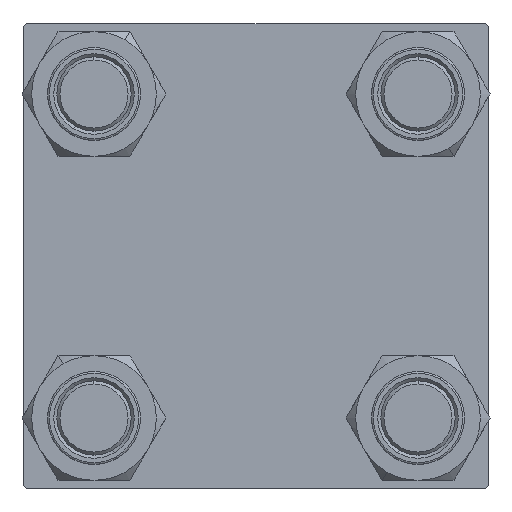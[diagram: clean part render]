
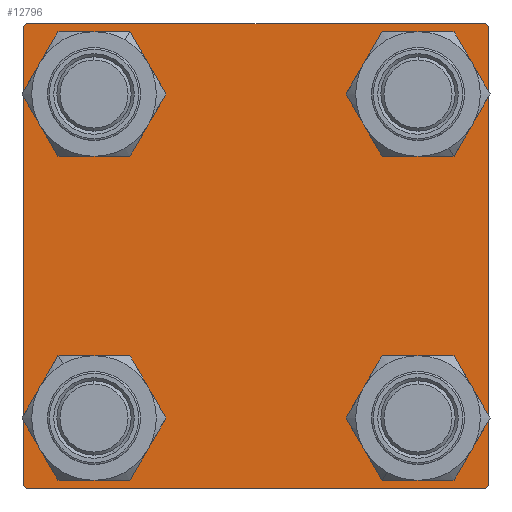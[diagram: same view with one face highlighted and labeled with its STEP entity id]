
A CAD part, left-side view. The second image highlights one B-rep face of the part: STEP entity #12796.
In plain terms, the highlighted planar face has unit normal (-1, 0, 0).
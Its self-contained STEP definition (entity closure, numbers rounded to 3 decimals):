
#43 = FACE_BOUND ( 'NONE', #44188, .T. ) ;
#153 = CIRCLE ( 'NONE', #5024, 6.5 ) ;
#198 = EDGE_CURVE ( 'NONE', #45201, #21757, #4304, .T. ) ;
#228 = CARTESIAN_POINT ( 'NONE',  ( 0., -37.5, 37. ) ) ;
#307 = FACE_OUTER_BOUND ( 'NONE', #32996, .T. ) ;
#362 = DIRECTION ( 'NONE',  ( 1., 0., 0. ) ) ;
#531 = EDGE_CURVE ( 'NONE', #23086, #3024, #11147, .T. ) ;
#640 = CARTESIAN_POINT ( 'NONE',  ( 0., 37.5, -37. ) ) ;
#1195 = CARTESIAN_POINT ( 'NONE',  ( 0., 37.5, 37.5 ) ) ;
#1374 = DIRECTION ( 'NONE',  ( 1., 0., 0. ) ) ;
#1387 = DIRECTION ( 'NONE',  ( 0., 0., -1. ) ) ;
#1817 = ORIENTED_EDGE ( 'NONE', *, *, #24242, .T. ) ;
#2561 = CIRCLE ( 'NONE', #7404, 6.5 ) ;
#2664 = EDGE_CURVE ( 'NONE', #20011, #10220, #7581, .T. ) ;
#2710 = VECTOR ( 'NONE', #26456, 1000. ) ;
#2890 = CARTESIAN_POINT ( 'NONE',  ( 0., 26.15, -26.15 ) ) ;
#3024 = VERTEX_POINT ( 'NONE', #47840 ) ;
#3314 = VERTEX_POINT ( 'NONE', #33786 ) ;
#3950 = CARTESIAN_POINT ( 'NONE',  ( 0., 26.15, -32.65 ) ) ;
#3968 = CIRCLE ( 'NONE', #21079, 6.5 ) ;
#4014 = DIRECTION ( 'NONE',  ( 0., -0.707, -0.707 ) ) ;
#4174 = DIRECTION ( 'NONE',  ( 0., 0., 1. ) ) ;
#4304 = CIRCLE ( 'NONE', #32792, 6.5 ) ;
#4629 = FACE_BOUND ( 'NONE', #9894, .T. ) ;
#5024 = AXIS2_PLACEMENT_3D ( 'NONE', #2890, #15335, #22752 ) ;
#5264 = CARTESIAN_POINT ( 'NONE',  ( 0., 37.5, 37.5 ) ) ;
#5676 = ORIENTED_EDGE ( 'NONE', *, *, #26598, .T. ) ;
#7344 = VECTOR ( 'NONE', #11998, 1000. ) ;
#7404 = AXIS2_PLACEMENT_3D ( 'NONE', #33533, #21061, #36592 ) ;
#7581 = LINE ( 'NONE', #23140, #43440 ) ;
#7664 = CARTESIAN_POINT ( 'NONE',  ( 0., -37.5, -37. ) ) ;
#7718 = EDGE_CURVE ( 'NONE', #9175, #8079, #7791, .T. ) ;
#7791 = CIRCLE ( 'NONE', #11869, 6.5 ) ;
#8079 = VERTEX_POINT ( 'NONE', #36641 ) ;
#8084 = CIRCLE ( 'NONE', #23547, 6.5 ) ;
#9111 = CARTESIAN_POINT ( 'NONE',  ( 0., 26.15, 32.65 ) ) ;
#9175 = VERTEX_POINT ( 'NONE', #10684 ) ;
#9894 = EDGE_LOOP ( 'NONE', ( #12288, #24940 ) ) ;
#10035 = DIRECTION ( 'NONE',  ( 0., 0., 1. ) ) ;
#10220 = VERTEX_POINT ( 'NONE', #35876 ) ;
#10424 = CARTESIAN_POINT ( 'NONE',  ( 0., -26.15, 26.15 ) ) ;
#10684 = CARTESIAN_POINT ( 'NONE',  ( 0., -26.15, -19.65 ) ) ;
#11068 = LINE ( 'NONE', #34500, #26750 ) ;
#11147 = LINE ( 'NONE', #11395, #2710 ) ;
#11395 = CARTESIAN_POINT ( 'NONE',  ( 0., 37.25, 37.25 ) ) ;
#11514 = CARTESIAN_POINT ( 'NONE',  ( 0., 0., 0. ) ) ;
#11869 = AXIS2_PLACEMENT_3D ( 'NONE', #42393, #362, #4174 ) ;
#11998 = DIRECTION ( 'NONE',  ( 0., -1., 0. ) ) ;
#12288 = ORIENTED_EDGE ( 'NONE', *, *, #7718, .T. ) ;
#12406 = LINE ( 'NONE', #5264, #19652 ) ;
#12665 = DIRECTION ( 'NONE',  ( 0., -1., 0. ) ) ;
#12796 = ADVANCED_FACE ( 'NONE', ( #31643, #4629, #34699, #43, #307 ), #34950, .T. ) ;
#13115 = EDGE_CURVE ( 'NONE', #3024, #20011, #24133, .T. ) ;
#13375 = ORIENTED_EDGE ( 'NONE', *, *, #24463, .T. ) ;
#14130 = CARTESIAN_POINT ( 'NONE',  ( 0., -26.15, -26.15 ) ) ;
#14809 = LINE ( 'NONE', #45885, #7344 ) ;
#14973 = EDGE_CURVE ( 'NONE', #8079, #9175, #3968, .T. ) ;
#15335 = DIRECTION ( 'NONE',  ( 1., 0., 0. ) ) ;
#17785 = DIRECTION ( 'NONE',  ( 0., -0.707, 0.707 ) ) ;
#18204 = ORIENTED_EDGE ( 'NONE', *, *, #44537, .T. ) ;
#18528 = EDGE_CURVE ( 'NONE', #34924, #39205, #11068, .T. ) ;
#18606 = VERTEX_POINT ( 'NONE', #30683 ) ;
#19652 = VECTOR ( 'NONE', #12665, 1000. ) ;
#19842 = DIRECTION ( 'NONE',  ( 0., 0., 1. ) ) ;
#20011 = VERTEX_POINT ( 'NONE', #640 ) ;
#20396 = EDGE_CURVE ( 'NONE', #37169, #18606, #8084, .T. ) ;
#20618 = CARTESIAN_POINT ( 'NONE',  ( 0., 26.15, -26.15 ) ) ;
#20720 = ORIENTED_EDGE ( 'NONE', *, *, #531, .T. ) ;
#20761 = CARTESIAN_POINT ( 'NONE',  ( 0., -37.5, 37.5 ) ) ;
#21061 = DIRECTION ( 'NONE',  ( 1., 0., 0. ) ) ;
#21079 = AXIS2_PLACEMENT_3D ( 'NONE', #14130, #21769, #25093 ) ;
#21757 = VERTEX_POINT ( 'NONE', #46750 ) ;
#21769 = DIRECTION ( 'NONE',  ( 1., 0., 0. ) ) ;
#22752 = DIRECTION ( 'NONE',  ( 0., 0., 1. ) ) ;
#22850 = ORIENTED_EDGE ( 'NONE', *, *, #18528, .T. ) ;
#23086 = VERTEX_POINT ( 'NONE', #42462 ) ;
#23140 = CARTESIAN_POINT ( 'NONE',  ( 0., 37.25, -37.25 ) ) ;
#23547 = AXIS2_PLACEMENT_3D ( 'NONE', #10424, #41499, #34343 ) ;
#23660 = CARTESIAN_POINT ( 'NONE',  ( 0., 26.15, 26.15 ) ) ;
#24133 = LINE ( 'NONE', #1195, #38886 ) ;
#24242 = EDGE_CURVE ( 'NONE', #18606, #37169, #2561, .T. ) ;
#24377 = DIRECTION ( 'NONE',  ( 0., 0., -1. ) ) ;
#24463 = EDGE_CURVE ( 'NONE', #36851, #25771, #35901, .T. ) ;
#24940 = ORIENTED_EDGE ( 'NONE', *, *, #14973, .T. ) ;
#25093 = DIRECTION ( 'NONE',  ( 0., 0., 1. ) ) ;
#25325 = CARTESIAN_POINT ( 'NONE',  ( 0., 26.15, 26.15 ) ) ;
#25771 = VERTEX_POINT ( 'NONE', #9111 ) ;
#26083 = ORIENTED_EDGE ( 'NONE', *, *, #45330, .F. ) ;
#26456 = DIRECTION ( 'NONE',  ( 0., 0.707, -0.707 ) ) ;
#26519 = ORIENTED_EDGE ( 'NONE', *, *, #41054, .T. ) ;
#26598 = EDGE_CURVE ( 'NONE', #25771, #36851, #35134, .T. ) ;
#26750 = VECTOR ( 'NONE', #26860, 1000. ) ;
#26860 = DIRECTION ( 'NONE',  ( 0., 0.707, 0.707 ) ) ;
#28167 = LINE ( 'NONE', #20761, #48171 ) ;
#28570 = AXIS2_PLACEMENT_3D ( 'NONE', #25325, #1374, #10035 ) ;
#29544 = VERTEX_POINT ( 'NONE', #7664 ) ;
#30184 = ORIENTED_EDGE ( 'NONE', *, *, #32994, .T. ) ;
#30683 = CARTESIAN_POINT ( 'NONE',  ( 0., -26.15, 19.65 ) ) ;
#30753 = ORIENTED_EDGE ( 'NONE', *, *, #44055, .F. ) ;
#31523 = ORIENTED_EDGE ( 'NONE', *, *, #13115, .T. ) ;
#31643 = FACE_BOUND ( 'NONE', #50007, .T. ) ;
#32792 = AXIS2_PLACEMENT_3D ( 'NONE', #20618, #42790, #35410 ) ;
#32994 = EDGE_CURVE ( 'NONE', #3314, #29544, #49095, .T. ) ;
#32996 = EDGE_LOOP ( 'NONE', ( #31523, #47783, #26519, #30184, #26083, #22850, #30753, #20720 ) ) ;
#33533 = CARTESIAN_POINT ( 'NONE',  ( 0., -26.15, 26.15 ) ) ;
#33577 = CARTESIAN_POINT ( 'NONE',  ( 0., -37.25, -37.25 ) ) ;
#33786 = CARTESIAN_POINT ( 'NONE',  ( 0., -37., -37.5 ) ) ;
#33992 = AXIS2_PLACEMENT_3D ( 'NONE', #11514, #43351, #46903 ) ;
#34033 = ORIENTED_EDGE ( 'NONE', *, *, #198, .T. ) ;
#34343 = DIRECTION ( 'NONE',  ( 0., 0., 1. ) ) ;
#34500 = CARTESIAN_POINT ( 'NONE',  ( 0., -37.25, 37.25 ) ) ;
#34699 = FACE_BOUND ( 'NONE', #35584, .T. ) ;
#34924 = VERTEX_POINT ( 'NONE', #228 ) ;
#34950 = PLANE ( 'NONE',  #33992 ) ;
#35134 = CIRCLE ( 'NONE', #46532, 6.5 ) ;
#35410 = DIRECTION ( 'NONE',  ( 0., 0., 1. ) ) ;
#35584 = EDGE_LOOP ( 'NONE', ( #18204, #34033 ) ) ;
#35876 = CARTESIAN_POINT ( 'NONE',  ( 0., 37., -37.5 ) ) ;
#35901 = CIRCLE ( 'NONE', #28570, 6.5 ) ;
#36592 = DIRECTION ( 'NONE',  ( 0., 0., 1. ) ) ;
#36641 = CARTESIAN_POINT ( 'NONE',  ( 0., -26.15, -32.65 ) ) ;
#36851 = VERTEX_POINT ( 'NONE', #43104 ) ;
#37169 = VERTEX_POINT ( 'NONE', #47555 ) ;
#38886 = VECTOR ( 'NONE', #24377, 1000. ) ;
#39205 = VERTEX_POINT ( 'NONE', #41563 ) ;
#41054 = EDGE_CURVE ( 'NONE', #10220, #3314, #14809, .T. ) ;
#41499 = DIRECTION ( 'NONE',  ( 1., 0., 0. ) ) ;
#41563 = CARTESIAN_POINT ( 'NONE',  ( 0., -37., 37.5 ) ) ;
#41903 = ORIENTED_EDGE ( 'NONE', *, *, #20396, .T. ) ;
#42393 = CARTESIAN_POINT ( 'NONE',  ( 0., -26.15, -26.15 ) ) ;
#42462 = CARTESIAN_POINT ( 'NONE',  ( 0., 37., 37.5 ) ) ;
#42790 = DIRECTION ( 'NONE',  ( 1., 0., 0. ) ) ;
#43104 = CARTESIAN_POINT ( 'NONE',  ( 0., 26.15, 19.65 ) ) ;
#43351 = DIRECTION ( 'NONE',  ( -1., 0., 0. ) ) ;
#43440 = VECTOR ( 'NONE', #4014, 1000. ) ;
#44015 = DIRECTION ( 'NONE',  ( 1., 0., 0. ) ) ;
#44055 = EDGE_CURVE ( 'NONE', #23086, #39205, #12406, .T. ) ;
#44188 = EDGE_LOOP ( 'NONE', ( #5676, #13375 ) ) ;
#44537 = EDGE_CURVE ( 'NONE', #21757, #45201, #153, .T. ) ;
#45201 = VERTEX_POINT ( 'NONE', #3950 ) ;
#45330 = EDGE_CURVE ( 'NONE', #34924, #29544, #28167, .T. ) ;
#45812 = VECTOR ( 'NONE', #17785, 1000. ) ;
#45885 = CARTESIAN_POINT ( 'NONE',  ( 0., 37.5, -37.5 ) ) ;
#46532 = AXIS2_PLACEMENT_3D ( 'NONE', #23660, #44015, #19842 ) ;
#46750 = CARTESIAN_POINT ( 'NONE',  ( 0., 26.15, -19.65 ) ) ;
#46903 = DIRECTION ( 'NONE',  ( 0., 0., 1. ) ) ;
#47555 = CARTESIAN_POINT ( 'NONE',  ( 0., -26.15, 32.65 ) ) ;
#47783 = ORIENTED_EDGE ( 'NONE', *, *, #2664, .T. ) ;
#47840 = CARTESIAN_POINT ( 'NONE',  ( 0., 37.5, 37. ) ) ;
#48171 = VECTOR ( 'NONE', #1387, 1000. ) ;
#49095 = LINE ( 'NONE', #33577, #45812 ) ;
#50007 = EDGE_LOOP ( 'NONE', ( #41903, #1817 ) ) ;
